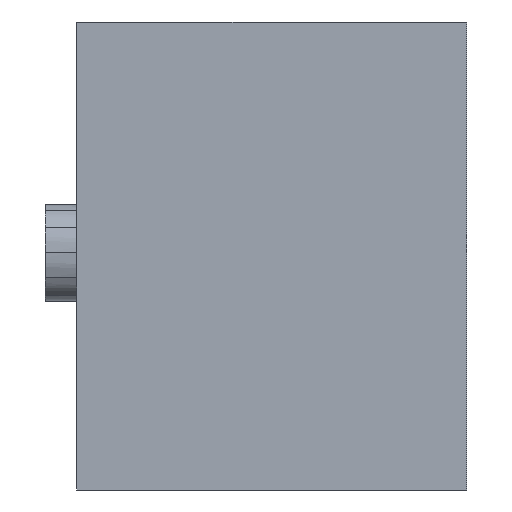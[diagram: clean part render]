
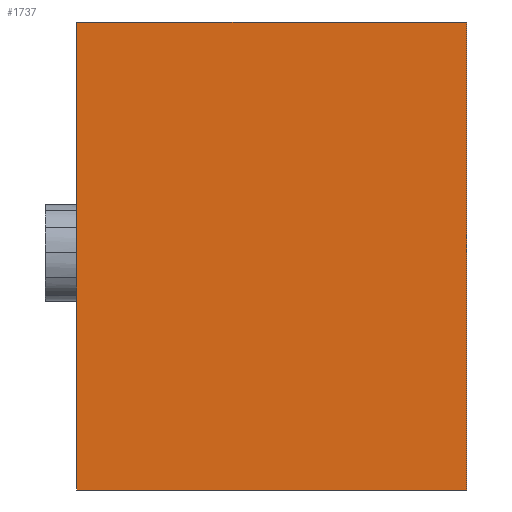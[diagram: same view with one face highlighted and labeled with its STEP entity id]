
A CAD part, left-side view. The second image highlights one B-rep face of the part: STEP entity #1737.
In plain terms, the highlighted planar face has unit normal (-1, 0, 0).
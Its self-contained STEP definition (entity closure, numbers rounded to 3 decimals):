
#310=FACE_OUTER_BOUND('',#407,.T.);
#407=EDGE_LOOP('',(#1605,#1606,#1607,#1608));
#525=LINE('',#3605,#652);
#530=LINE('',#3615,#657);
#535=LINE('',#3624,#662);
#536=LINE('',#3626,#663);
#652=VECTOR('',#1937,10.);
#657=VECTOR('',#1944,10.);
#662=VECTOR('',#1953,10.);
#663=VECTOR('',#1956,10.);
#830=VERTEX_POINT('',#3603);
#831=VERTEX_POINT('',#3604);
#835=VERTEX_POINT('',#3613);
#837=VERTEX_POINT('',#3622);
#1087=EDGE_CURVE('',#830,#831,#525,.T.);
#1092=EDGE_CURVE('',#835,#830,#530,.T.);
#1097=EDGE_CURVE('',#837,#831,#535,.T.);
#1098=EDGE_CURVE('',#835,#837,#536,.T.);
#1605=ORIENTED_EDGE('',*,*,#1098,.T.);
#1606=ORIENTED_EDGE('',*,*,#1097,.T.);
#1607=ORIENTED_EDGE('',*,*,#1087,.F.);
#1608=ORIENTED_EDGE('',*,*,#1092,.F.);
#1644=PLANE('',#1777);
#1737=ADVANCED_FACE('',(#310),#1644,.T.);
#1777=AXIS2_PLACEMENT_3D('',#3625,#1954,#1955);
#1937=DIRECTION('',(0.,0.,1.));
#1944=DIRECTION('',(0.,1.,0.));
#1953=DIRECTION('',(0.,1.,0.));
#1954=DIRECTION('center_axis',(-1.,0.,0.));
#1955=DIRECTION('ref_axis',(0.,0.,1.));
#1956=DIRECTION('',(0.,0.,1.));
#3603=CARTESIAN_POINT('',(0.,12.5,-15.));
#3604=CARTESIAN_POINT('',(0.,12.5,0.));
#3605=CARTESIAN_POINT('',(0.,12.5,-15.));
#3613=CARTESIAN_POINT('',(0.,0.,-15.));
#3615=CARTESIAN_POINT('',(0.,0.,-15.));
#3622=CARTESIAN_POINT('',(0.,0.,0.));
#3624=CARTESIAN_POINT('',(0.,0.,0.));
#3625=CARTESIAN_POINT('Origin',(0.,0.,-15.));
#3626=CARTESIAN_POINT('',(0.,0.,-15.));
